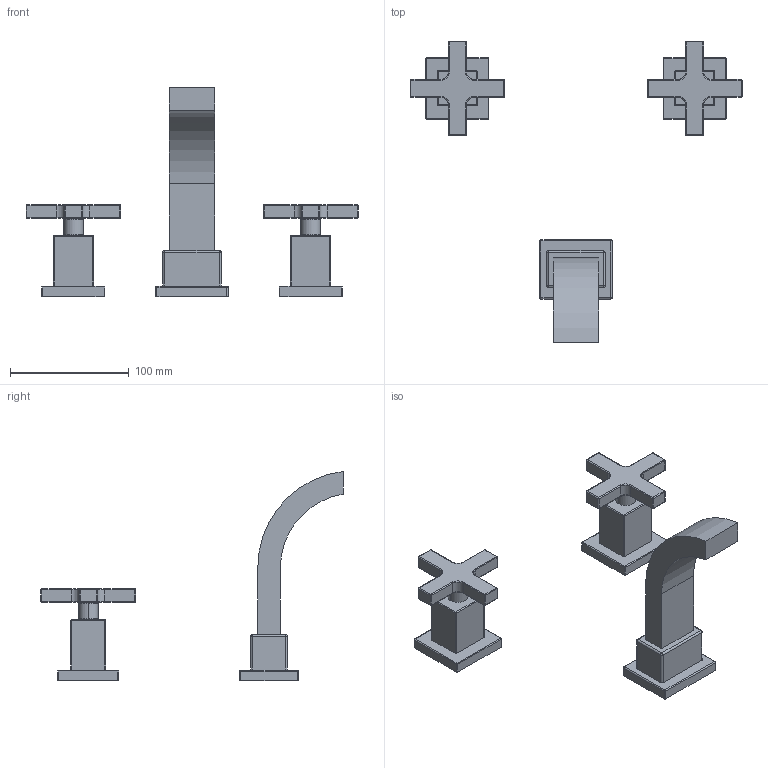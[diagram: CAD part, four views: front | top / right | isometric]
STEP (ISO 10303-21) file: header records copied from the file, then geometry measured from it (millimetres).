
FILE_DESCRIPTION((''),'2;1');
FILE_NAME('3-2065_SW0001','2020-12-01T14:14:00',('rsmith'),(''),'CREO PARAMETRIC BY PTC INC, 2018400','CREO PARAMETRIC BY PTC INC, 2018400','');
FILE_SCHEMA(('AUTOMOTIVE_DESIGN { 1 0 10303 214 1 1 1 1 }'));
Length unit declared in the file: inch
Products named in the file (1): 3-2065_SW0001
Bounding box: 279.78 x 254.63 x 176.28 mm (x, y, z)
Volume: 379618.2 mm3; surface area: 72446.7 mm2
Topology: 3 solids, 3 shells, 274 faces, 570 edges, 312 vertices
Faces by surface type: cylinder 130, plane 68, sphere 56, torus 20
Entity records: 11451 total; most frequent: DIRECTION 1402, CARTESIAN_POINT 1158, ORIENTED_EDGE 1140, PRESENTATION_STYLE_ASSIGNMENT 847, STYLED_ITEM 573, CURVE_STYLE 570, EDGE_CURVE 570, AXIS2_PLACEMENT_3D 558
